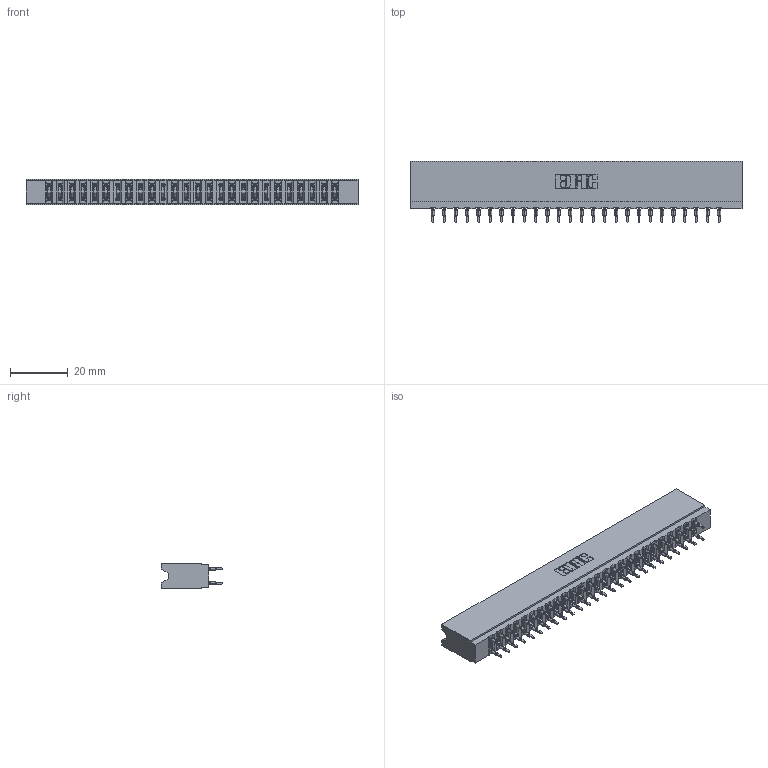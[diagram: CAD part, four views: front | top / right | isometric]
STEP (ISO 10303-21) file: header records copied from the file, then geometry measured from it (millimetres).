
FILE_DESCRIPTION (( 'STEP AP203' ), '1' );
FILE_NAME ('737-052-560-206.STEP', '2020-09-11T04:56:08', ( '' ), ( '' ), 'SwSTEP 2.0', 'SolidWorks 2020', '' );
FILE_SCHEMA (( 'CONFIG_CONTROL_DESIGN' ));
Length unit declared in the file: inch
Products named in the file (3): 737-052-560-206; 737 Part_Insulator Option - 06; 745-292-001_560
Assembly tree (53 placements, depth 2):
  737-052-560-206
    737 Part_Insulator Option - 06
    745-292-001_560  x52
Bounding box: 114.86 x 21.22 x 8.89 mm (x, y, z)
Volume: 11626.4 mm3; surface area: 17475.2 mm2
Topology: 53 solids, 53 shells, 5243 faces, 14349 edges, 9114 vertices
Faces by surface type: plane 2733, cylinder 1158, bspline 1040, torus 312
Entity records: 47130 total; most frequent: CARTESIAN_POINT 8690, ORIENTED_EDGE 8094, DIRECTION 7083, EDGE_CURVE 4047, LINE 3701, VECTOR 3701, VERTEX_POINT 2586, AXIS2_PLACEMENT_3D 1691
